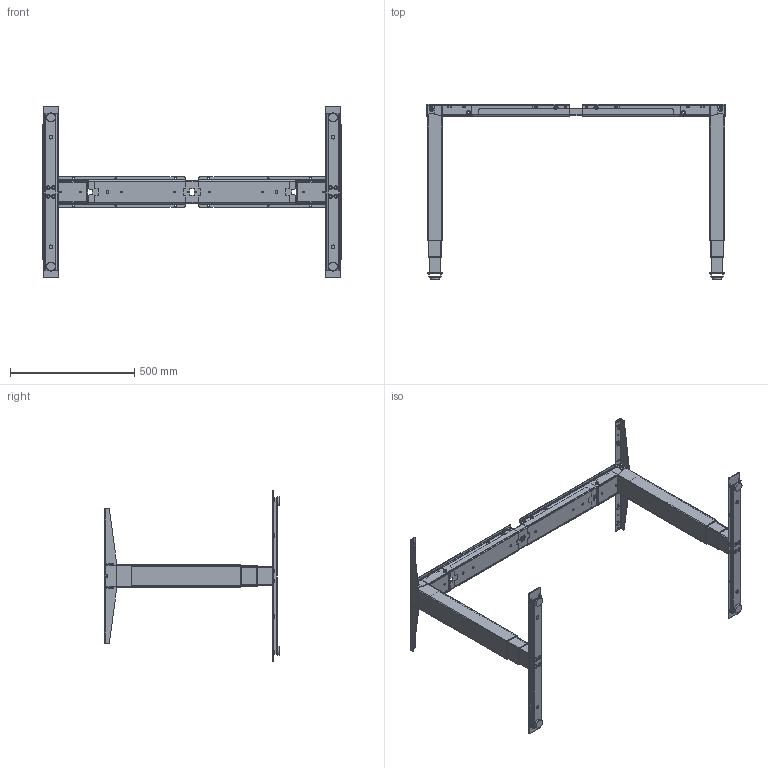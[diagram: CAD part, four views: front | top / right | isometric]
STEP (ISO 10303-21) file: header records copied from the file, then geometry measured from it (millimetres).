
FILE_DESCRIPTION (( 'STEP AP203' ), '1' );
FILE_NAME ('A2AA33121Axx Aero 2.0 Flex 2c_3S Hi Power.STEP', '2024-10-17T11:24:38', ( '' ), ( '' ), 'SwSTEP 2.0', 'SolidWorks 2021', '' );
FILE_SCHEMA (( 'CONFIG_CONTROL_DESIGN' ));
Products named in the file (1): A2AA33121Axx Aero 2.0 Flex 2c_3S Hi Power
Bounding box: 1200 x 705.5 x 690 mm (x, y, z)
Surface area: 2123472.9 mm2 (no closed solid volume)
Topology: 0 solids, 189 shells, 1560 faces, 7574 edges, 6012 vertices
Faces by surface type: plane 782, cylinder 590, torus 76, cone 68, bspline 28, sphere 16
Entity records: 79307 total; most frequent: CARTESIAN_POINT 21875, DIRECTION 11620, ORIENTED_EDGE 10184, EDGE_CURVE 7558, VERTEX_POINT 6012, VECTOR 4530, LINE 4530, AXIS2_PLACEMENT_3D 3545
